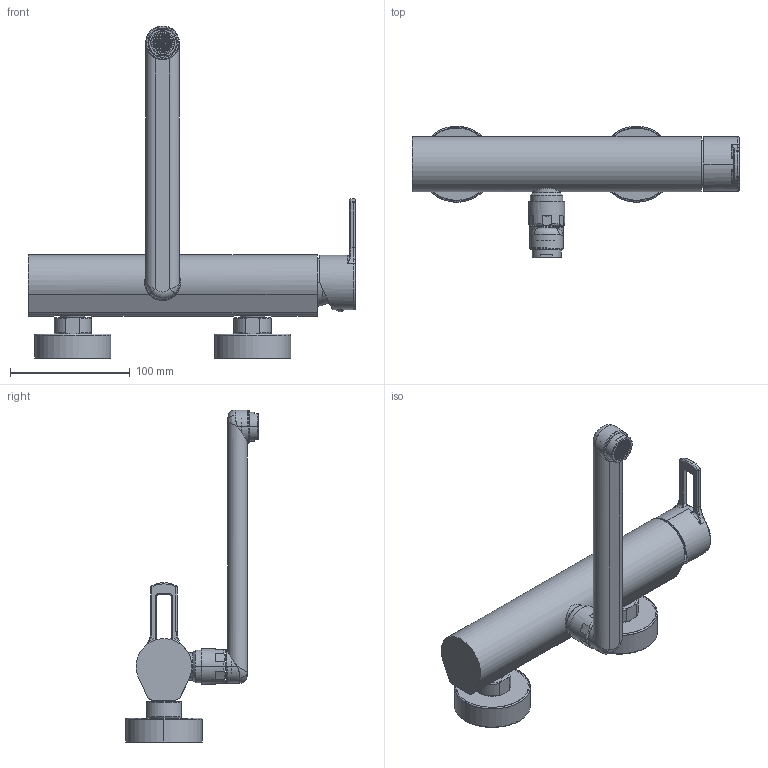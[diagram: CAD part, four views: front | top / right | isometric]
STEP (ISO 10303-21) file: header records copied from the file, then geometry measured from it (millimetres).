
FILE_DESCRIPTION((''),'2;1');
FILE_NAME('RIN161CR','2021-04-29T11:31:01',('ut3'),('PAFFONI SpA'),'CREO PARAMETRIC BY PTC INC, 2020044','CREO PARAMETRIC BY PTC INC, 2020044','');
FILE_SCHEMA(('CONFIG_CONTROL_DESIGN','SHAPE_APPEARANCE_LAYERS_GROUPS'));
Products named in the file (1): RIN161CR
Bounding box: 273 x 110.3 x 277 mm (x, y, z)
Volume: 296195.3 mm3; surface area: 205162.5 mm2
Topology: 4 solids, 4 shells, 3079 faces, 8562 edges, 5497 vertices
Faces by surface type: plane 2184, cylinder 470, torus 157, cone 148, bspline 76, sphere 44
Entity records: 124524 total; most frequent: CARTESIAN_POINT 32003, ORIENTED_EDGE 17096, DIRECTION 16271, EDGE_CURVE 8548, VERTEX_POINT 5497, VECTOR 5445, LINE 5445, AXIS2_PLACEMENT_3D 5413
